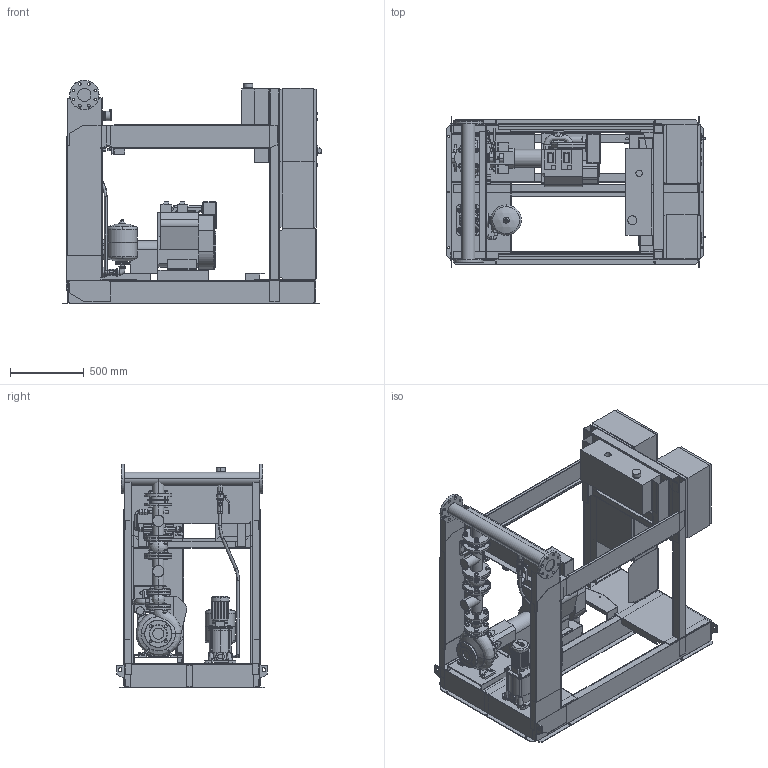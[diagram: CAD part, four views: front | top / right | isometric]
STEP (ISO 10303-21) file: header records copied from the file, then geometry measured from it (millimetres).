
FILE_DESCRIPTION((''),'2;1');
FILE_NAME('3d_Sifire-EN-50_160-170-12.9_0.55DJ-4183877.stp','2015-05-26T10:09:23',(''),(''),'Mechanical Desktop 2009','Mechanical Desktop 2009',', , ');
FILE_SCHEMA(('CONFIG_CONTROL_DESIGN'));
Length unit declared in the file: millimetre
Products named in the file (1): Product
Bounding box: 1754.5 x 1026 x 1520 mm (x, y, z)
Volume: 274815971.9 mm3; surface area: 23612857.6 mm2
Topology: 160 solids, 160 shells, 3775 faces, 9114 edges, 5797 vertices
Faces by surface type: plane 1517, bspline 1057, cylinder 757, cone 310, torus 104, sphere 30
Entity records: 124048 total; most frequent: CARTESIAN_POINT 39914, ORIENTED_EDGE 18176, DIRECTION 16083, EDGE_CURVE 9088, VERTEX_POINT 5797, AXIS2_PLACEMENT_3D 5373, VECTOR 5337, LINE 5337
